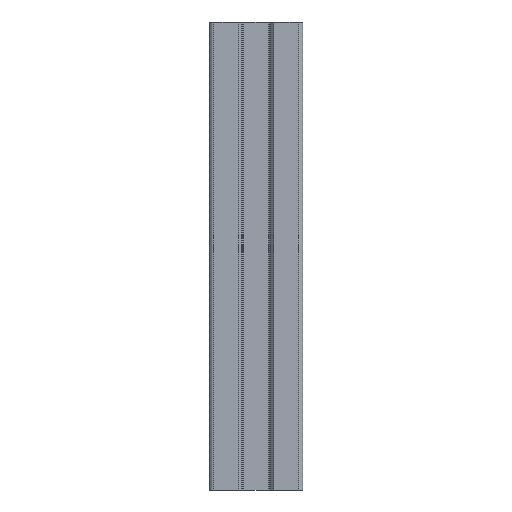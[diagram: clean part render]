
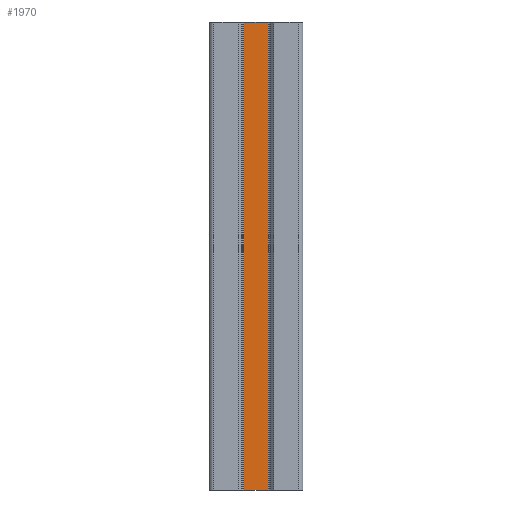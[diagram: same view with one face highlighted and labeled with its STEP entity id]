
A CAD part, left-side view. The second image highlights one B-rep face of the part: STEP entity #1970.
In plain terms, the highlighted planar face has unit normal (-1, 0, 0).
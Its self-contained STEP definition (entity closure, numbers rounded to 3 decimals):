
#237 = LINE ( 'NONE', #1236, #2092 ) ;
#261 = DIRECTION ( 'NONE',  ( 0., 0., -1. ) ) ;
#278 = FACE_OUTER_BOUND ( 'NONE', #1087, .T. ) ;
#315 = EDGE_CURVE ( 'Edge117', #2325, #1091, #3144, .T. ) ;
#514 = DIRECTION ( 'NONE',  ( 0., 0., -1. ) ) ;
#764 = VECTOR ( 'NONE', #3107, 1000. ) ;
#880 = CARTESIAN_POINT ( 'NONE',  ( -3.9, -2.632, 250. ) ) ;
#919 = CARTESIAN_POINT ( 'NONE',  ( -3.9, -2.632, -150. ) ) ;
#1087 = EDGE_LOOP ( 'NONE', ( #1566, #2273, #1172, #2617 ) ) ;
#1091 = VERTEX_POINT ( 'NONE', #3077 ) ;
#1107 = EDGE_CURVE ( 'Edge12', #1445, #2325, #2631, .T. ) ;
#1172 = ORIENTED_EDGE ( 'NONE', *, *, #1328, .T. ) ;
#1236 = CARTESIAN_POINT ( 'NONE',  ( -3.9, 2.632, -250. ) ) ;
#1287 = CARTESIAN_POINT ( 'NONE',  ( -3.9, 2.632, -250. ) ) ;
#1328 = EDGE_CURVE ( 'Edge30', #1091, #1471, #237, .T. ) ;
#1445 = VERTEX_POINT ( 'NONE', #1570 ) ;
#1471 = VERTEX_POINT ( 'NONE', #1287 ) ;
#1566 = ORIENTED_EDGE ( 'NONE', *, *, #1107, .T. ) ;
#1570 = CARTESIAN_POINT ( 'NONE',  ( -3.9, -2.632, -250. ) ) ;
#1686 = CARTESIAN_POINT ( 'NONE',  ( -3.9, 0., -150. ) ) ;
#1857 = DIRECTION ( 'NONE',  ( 0., -1., 0. ) ) ;
#1941 = PLANE ( 'NONE',  #3045 ) ;
#1970 = ADVANCED_FACE ( 'NONE', ( #278 ), #1941, .F. ) ;
#2092 = VECTOR ( 'NONE', #514, 1000. ) ;
#2157 = VECTOR ( 'NONE', #1857, 1000. ) ;
#2273 = ORIENTED_EDGE ( 'NONE', *, *, #315, .T. ) ;
#2325 = VERTEX_POINT ( 'NONE', #919 ) ;
#2384 = VECTOR ( 'NONE', #2656, 1000. ) ;
#2617 = ORIENTED_EDGE ( 'NONE', *, *, #2807, .T. ) ;
#2631 = LINE ( 'NONE', #880, #764 ) ;
#2656 = DIRECTION ( 'NONE',  ( 0., 1., 0. ) ) ;
#2683 = CARTESIAN_POINT ( 'NONE',  ( -3.9, 0., 250. ) ) ;
#2807 = EDGE_CURVE ( 'NONE', #1471, #1445, #2824, .T. ) ;
#2824 = LINE ( 'NONE', #3090, #2157 ) ;
#2905 = DIRECTION ( 'NONE',  ( 1., 0., 0. ) ) ;
#3045 = AXIS2_PLACEMENT_3D ( 'NONE', #2683, #2905, #261 ) ;
#3077 = CARTESIAN_POINT ( 'NONE',  ( -3.9, 2.632, -150. ) ) ;
#3090 = CARTESIAN_POINT ( 'NONE',  ( -3.9, 0., -250. ) ) ;
#3107 = DIRECTION ( 'NONE',  ( 0., 0., 1. ) ) ;
#3144 = LINE ( 'NONE', #1686, #2384 ) ;
